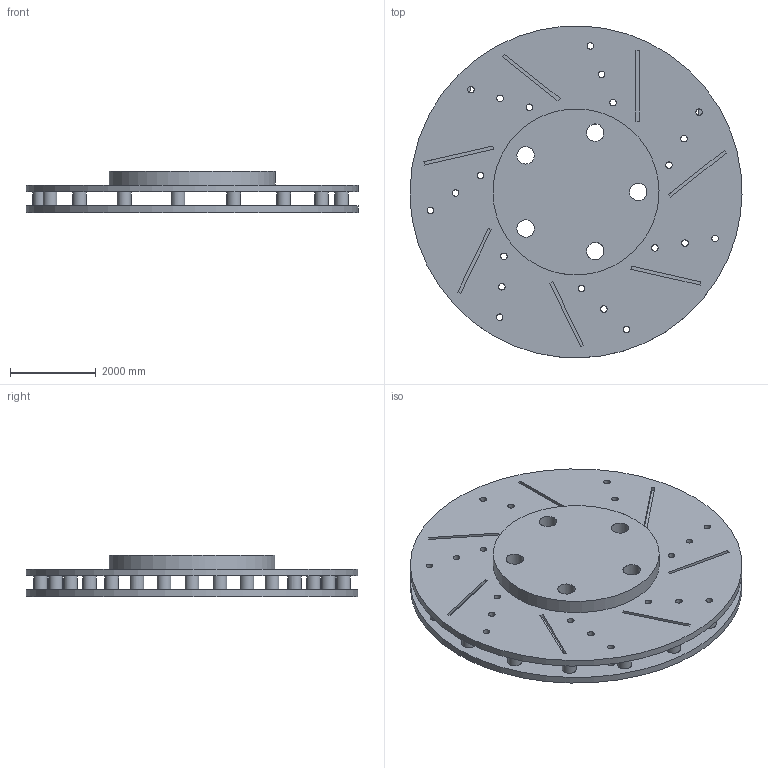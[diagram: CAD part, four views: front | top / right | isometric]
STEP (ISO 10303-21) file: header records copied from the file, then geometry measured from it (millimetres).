
FILE_DESCRIPTION((('zoo.dev export')), '2;1');
FILE_NAME('dump.step', '1970-01-01T00:00:00.0+00:00', ('Author unknown'), ('Organization unknown'), 'zoo.dev beta', 'zoo.dev', 'Authorization unknown');
FILE_SCHEMA(('AP203_CONFIGURATION_CONTROLLED_3D_DESIGN_OF_MECHANICAL_PARTS_AND_ASSEMBLIES_MIM_LF'));
Length unit declared in the file: metre
Products named in the file (20): UNIDENTIFIED_PRODUCT
Bounding box: 7741.57 x 7737.72 x 963.93 mm (x, y, z)
Volume: 18552781101.9 mm3; surface area: 237540014 mm2
Topology: 20 solids, 20 shells, 187 faces, 399 edges, 266 vertices
Faces by surface type: plane 110, bspline 77
Entity records: 6921 total; most frequent: CARTESIAN_POINT 3393, ORIENTED_EDGE 798, EDGE_CURVE 399, DIRECTION 355, EDGE_LOOP 315, VERTEX_POINT 266, VECTOR 245, LINE 245
